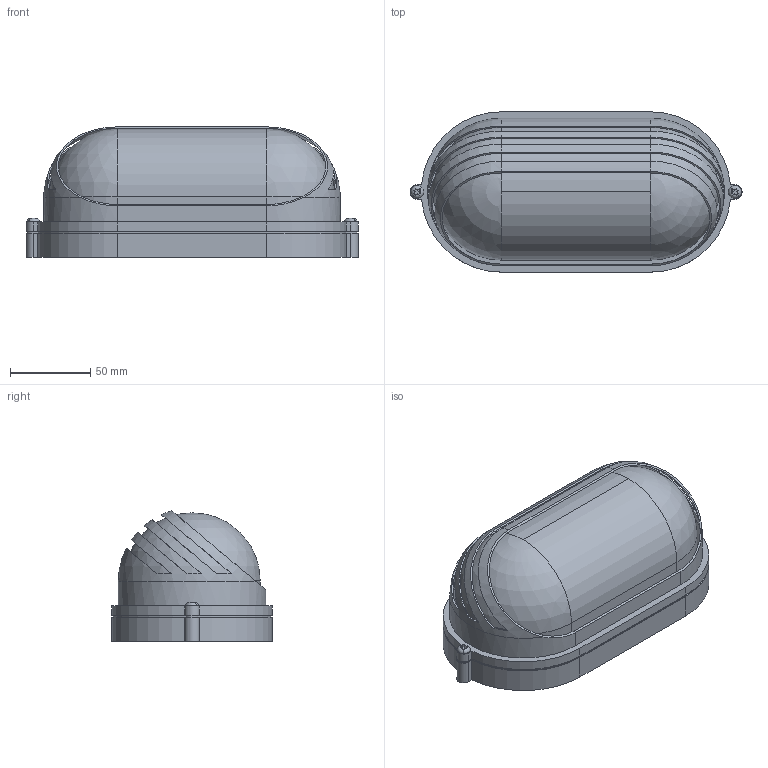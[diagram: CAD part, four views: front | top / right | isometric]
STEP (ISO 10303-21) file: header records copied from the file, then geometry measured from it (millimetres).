
FILE_DESCRIPTION (( 'STEP AP214' ), '1' );
FILE_NAME ('LNPP0-1407-1-060-K02 Ñâåòèëüíèê ÍÏÏ1407 ÷åðíûé_îâàë ðåñíè÷êà 60Âò IP54 ÈÝÊ.STEP', '2017-06-23T07:53:26', ( '' ), ( '' ), 'SwSTEP 2.0', 'SolidWorks 2014', '' );
FILE_SCHEMA (( 'AUTOMOTIVE_DESIGN' ));
Length unit declared in the file: millimetre
Products named in the file (1): LNPP0-1407-1-060-K02 Ñâåòèëüíèê ÍÏÏ1407 ÷åðíûé_îâàë ðåñíè÷êà 60Âò IP54  ÈÝÊ
Bounding box: 207 x 100 x 81.22 mm (x, y, z)
Volume: 897003.8 mm3; surface area: 102110 mm2
Topology: 1 solids, 1 shells, 139 faces, 385 edges, 252 vertices
Faces by surface type: plane 83, cylinder 44, torus 6, sphere 6
Entity records: 4595 total; most frequent: CARTESIAN_POINT 927, DIRECTION 779, ORIENTED_EDGE 766, EDGE_CURVE 383, AXIS2_PLACEMENT_3D 288, VERTEX_POINT 252, VECTOR 203, LINE 203
